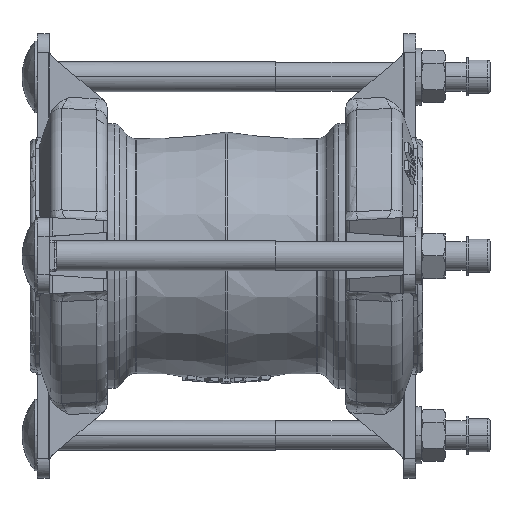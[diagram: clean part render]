
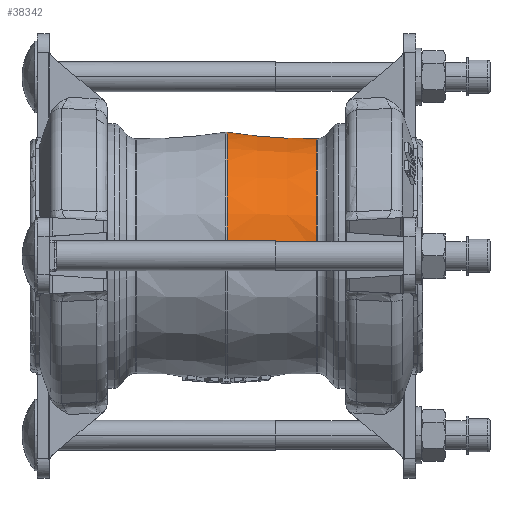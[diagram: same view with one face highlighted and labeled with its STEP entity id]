
A CAD part, top view. The second image highlights one B-rep face of the part: STEP entity #38342.
In plain terms, the highlighted conical face has half-angle 4 degrees and reference radius 51.969 mm.
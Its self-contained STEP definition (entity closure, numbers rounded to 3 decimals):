
#3749 = EDGE_LOOP ( 'NONE', ( #17770, #17771, #17772, #17773 ) ) ;
#5563 = VERTEX_POINT ( 'NONE', #11622 ) ;
#5567 = VERTEX_POINT ( 'NONE', #11626 ) ;
#5583 = VERTEX_POINT ( 'NONE', #11642 ) ;
#5584 = VERTEX_POINT ( 'NONE', #11643 ) ;
#6708 = EDGE_CURVE ( 'NONE', #5583, #5584, #8588, .T. ) ;
#6717 = EDGE_CURVE ( 'NONE', #5567, #5563, #8595, .T. ) ;
#6718 = EDGE_CURVE ( 'NONE', #5567, #5583, #8597, .T. ) ;
#6719 = EDGE_CURVE ( 'NONE', #5563, #5584, #8598, .T. ) ;
#8588 = CIRCLE ( 'NONE', #30582, 51.969 ) ;
#8595 = CIRCLE ( 'NONE', #30589, 49.343 ) ;
#8597 = LINE ( 'NONE', #11914, #8599 ) ;
#8598 = LINE ( 'NONE', #11925, #8601 ) ;
#8599 = VECTOR ( 'NONE', #11913, 1000. ) ;
#8601 = VECTOR ( 'NONE', #11926, 1000. ) ;
#11622 = CARTESIAN_POINT ( 'NONE',  ( 37.905, 0., 49.343 ) ) ;
#11626 = CARTESIAN_POINT ( 'NONE',  ( 37.905, 0., -49.343 ) ) ;
#11642 = CARTESIAN_POINT ( 'NONE',  ( 0.349, 0., -51.969 ) ) ;
#11643 = CARTESIAN_POINT ( 'NONE',  ( 0.349, 0., 51.969 ) ) ;
#11891 = CARTESIAN_POINT ( 'NONE',  ( 0.349, 0., 0. ) ) ;
#11892 = DIRECTION ( 'NONE',  ( 1., 0., 0. ) ) ;
#11893 = DIRECTION ( 'NONE',  ( 0., 0., -1. ) ) ;
#11913 = DIRECTION ( 'NONE',  ( -0.998, 0., -0.07 ) ) ;
#11914 = CARTESIAN_POINT ( 'NONE',  ( 0.349, 0., -51.969 ) ) ;
#11922 = CARTESIAN_POINT ( 'NONE',  ( 37.905, 0., 0. ) ) ;
#11923 = DIRECTION ( 'NONE',  ( 1., 0., 0. ) ) ;
#11924 = DIRECTION ( 'NONE',  ( 0., 0., -1. ) ) ;
#11925 = CARTESIAN_POINT ( 'NONE',  ( 0.349, 0., 51.969 ) ) ;
#11926 = DIRECTION ( 'NONE',  ( -0.998, 0., 0.07 ) ) ;
#17770 = ORIENTED_EDGE ( 'NONE', *, *, #6717, .F. ) ;
#17771 = ORIENTED_EDGE ( 'NONE', *, *, #6718, .T. ) ;
#17772 = ORIENTED_EDGE ( 'NONE', *, *, #6708, .T. ) ;
#17773 = ORIENTED_EDGE ( 'NONE', *, *, #6719, .F. ) ;
#30582 = AXIS2_PLACEMENT_3D ( 'NONE', #11891, #11892, #11893 ) ;
#30589 = AXIS2_PLACEMENT_3D ( 'NONE', #11922, #11923, #11924 ) ;
#35483 = AXIS2_PLACEMENT_3D ( 'NONE', #38805, #38803, #38801 ) ;
#36582 = FACE_OUTER_BOUND ( 'NONE', #3749, .T. ) ;
#36589 = CONICAL_SURFACE ( 'NONE', #35483, 51.969, 0.07 ) ;
#38342 = ADVANCED_FACE ( 'NONE', ( #36582 ), #36589, .T. ) ;
#38801 = DIRECTION ( 'NONE',  ( 0., 0., 1. ) ) ;
#38803 = DIRECTION ( 'NONE',  ( -1., 0., 0. ) ) ;
#38805 = CARTESIAN_POINT ( 'NONE',  ( 0.349, 0., 0. ) ) ;
